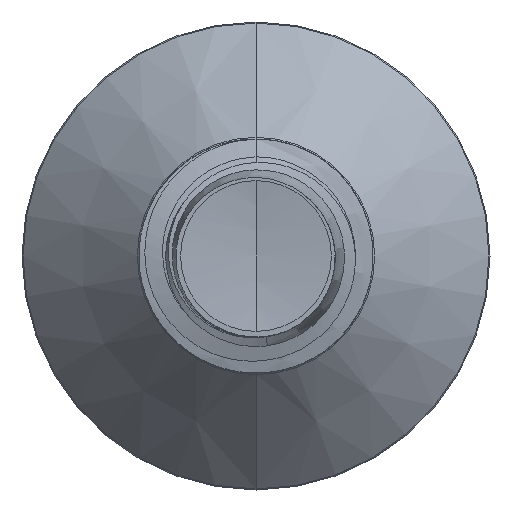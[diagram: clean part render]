
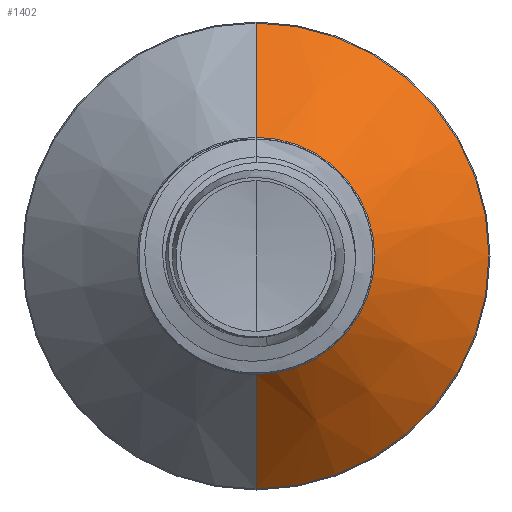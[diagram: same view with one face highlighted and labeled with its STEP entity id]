
A CAD part, front view. The second image highlights one B-rep face of the part: STEP entity #1402.
In plain terms, the highlighted conical face has half-angle 45 degrees and reference radius 1.522 mm.
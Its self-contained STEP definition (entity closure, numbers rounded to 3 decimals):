
#126 = EDGE_CURVE ( 'NONE', #11473, #798, #10059, .T. ) ;
#466 = EDGE_CURVE ( 'NONE', #28464, #2891, #21438, .T. ) ;
#798 = VERTEX_POINT ( 'NONE', #17912 ) ;
#1402 = ADVANCED_FACE ( 'NONE', ( #27043 ), #18761, .T. ) ;
#2891 = VERTEX_POINT ( 'NONE', #21699 ) ;
#3416 = CARTESIAN_POINT ( 'NONE',  ( 0., 15.472, 1.522 ) ) ;
#3812 = ORIENTED_EDGE ( 'NONE', *, *, #11254, .F. ) ;
#7103 = DIRECTION ( 'NONE',  ( 0., 0., 1. ) ) ;
#7132 = CARTESIAN_POINT ( 'NONE',  ( 0., 15.472, 0. ) ) ;
#7560 = DIRECTION ( 'NONE',  ( 0., 0.707, 0.707 ) ) ;
#8595 = EDGE_CURVE ( 'NONE', #2891, #798, #30363, .T. ) ;
#9830 = AXIS2_PLACEMENT_3D ( 'NONE', #34979, #30204, #30886 ) ;
#10059 = CIRCLE ( 'NONE', #9830, 2.987 ) ;
#11034 = AXIS2_PLACEMENT_3D ( 'NONE', #7132, #30128, #7103 ) ;
#11254 = EDGE_CURVE ( 'NONE', #28464, #11473, #14298, .T. ) ;
#11473 = VERTEX_POINT ( 'NONE', #16385 ) ;
#11549 = ORIENTED_EDGE ( 'NONE', *, *, #126, .F. ) ;
#14298 = LINE ( 'NONE', #32700, #35432 ) ;
#15314 = DIRECTION ( 'NONE',  ( 0., 1., 0. ) ) ;
#15420 = EDGE_LOOP ( 'NONE', ( #18093, #24574, #11549, #3812 ) ) ;
#16385 = CARTESIAN_POINT ( 'NONE',  ( 0., 16.937, 2.987 ) ) ;
#17912 = CARTESIAN_POINT ( 'NONE',  ( 0., 16.937, -2.987 ) ) ;
#18093 = ORIENTED_EDGE ( 'NONE', *, *, #466, .T. ) ;
#18761 = CONICAL_SURFACE ( 'NONE', #27616, 1.522, 0.785 ) ;
#20857 = CARTESIAN_POINT ( 'NONE',  ( 0., 15.472, 0. ) ) ;
#21438 = CIRCLE ( 'NONE', #11034, 1.522 ) ;
#21699 = CARTESIAN_POINT ( 'NONE',  ( 0., 15.472, -1.522 ) ) ;
#23009 = VECTOR ( 'NONE', #31119, 1000. ) ;
#24574 = ORIENTED_EDGE ( 'NONE', *, *, #8595, .T. ) ;
#27043 = FACE_OUTER_BOUND ( 'NONE', #15420, .T. ) ;
#27616 = AXIS2_PLACEMENT_3D ( 'NONE', #20857, #15314, #31984 ) ;
#28344 = CARTESIAN_POINT ( 'NONE',  ( 0., 15.472, -1.522 ) ) ;
#28464 = VERTEX_POINT ( 'NONE', #3416 ) ;
#30128 = DIRECTION ( 'NONE',  ( 0., 1., 0. ) ) ;
#30204 = DIRECTION ( 'NONE',  ( 0., 1., 0. ) ) ;
#30363 = LINE ( 'NONE', #28344, #23009 ) ;
#30886 = DIRECTION ( 'NONE',  ( 0., 0., 1. ) ) ;
#31119 = DIRECTION ( 'NONE',  ( 0., 0.707, -0.707 ) ) ;
#31984 = DIRECTION ( 'NONE',  ( 0., 0., 1. ) ) ;
#32700 = CARTESIAN_POINT ( 'NONE',  ( 0., 15.472, 1.522 ) ) ;
#34979 = CARTESIAN_POINT ( 'NONE',  ( 0., 16.937, 0. ) ) ;
#35432 = VECTOR ( 'NONE', #7560, 1000. ) ;
